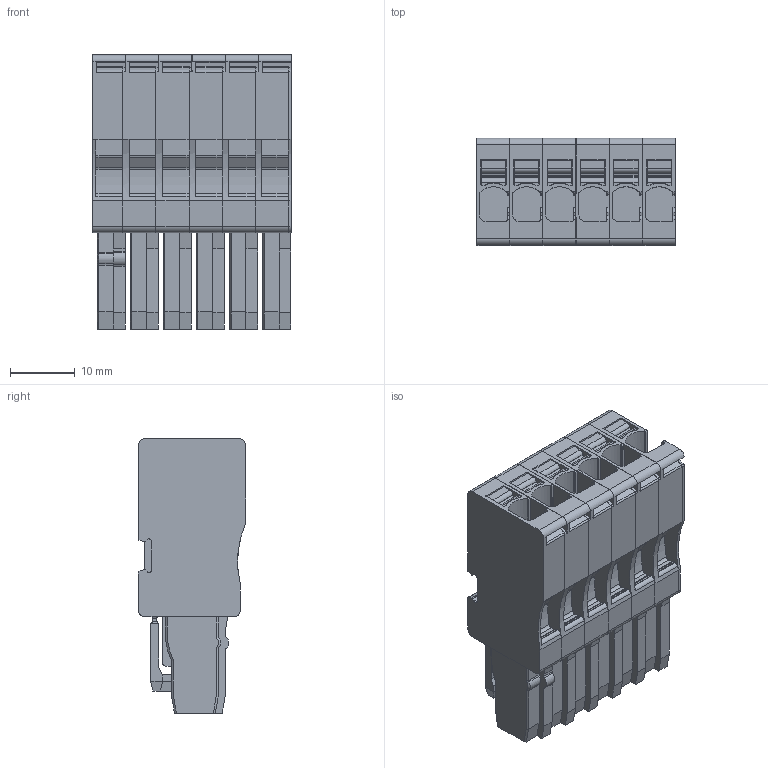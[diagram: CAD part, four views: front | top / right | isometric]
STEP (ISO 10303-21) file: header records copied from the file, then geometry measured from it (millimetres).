
FILE_DESCRIPTION(('CATIA V5 STEP Exchange','CAx-IF Rec.Pracs.--- Model Styling and Organization---1.4--- 2014-01-23'),'2;1');
FILE_NAME ('1177886-1_1', '2020-01-13T07:43:37+00:00', ('none'), ('Weidmueller'), 'CATIA Version 5-6 Release 2016 SP3 HF44', 'CATIA V5 STEP AP214', 'none');
FILE_SCHEMA(('AUTOMOTIVE_DESIGN { 1 0 10303 214 1 1 1 1 }'));
Products named in the file (1): 2712770000
Bounding box: 30.6 x 16.5 x 42.25 mm (x, y, z)
Volume: 14260.7 mm3; surface area: 13632.7 mm2
Topology: 13 solids, 13 shells, 1991 faces, 5597 edges, 3686 vertices
Faces by surface type: plane 1114, cylinder 734, extrusion 78, cone 37, torus 28
Entity records: 64146 total; most frequent: CARTESIAN_POINT 13894, ORIENTED_EDGE 11194, DIRECTION 8779, EDGE_CURVE 5597, VECTOR 3990, LINE 3912, VERTEX_POINT 3686, AXIS2_PLACEMENT_3D 3080
